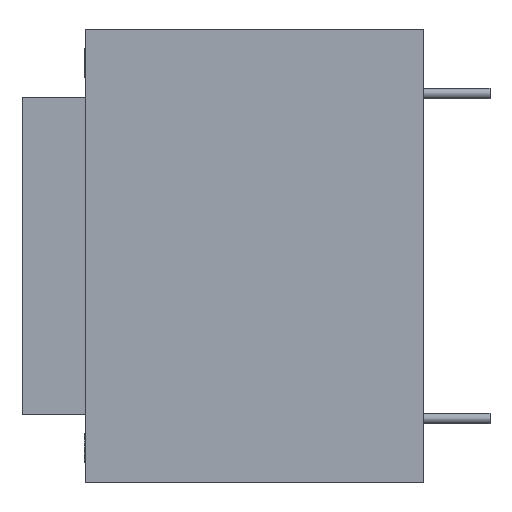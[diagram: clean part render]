
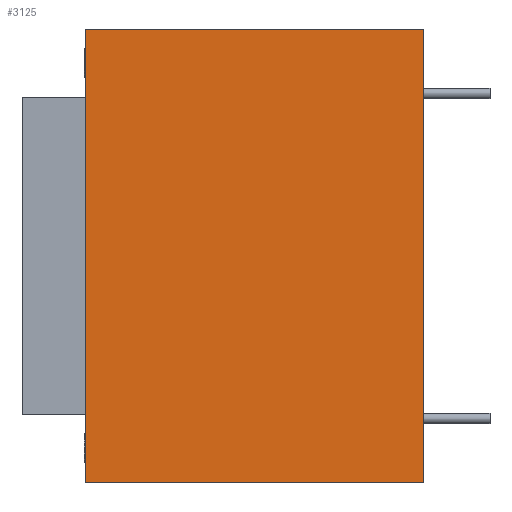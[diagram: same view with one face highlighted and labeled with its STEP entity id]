
A CAD part, left-side view. The second image highlights one B-rep face of the part: STEP entity #3125.
In plain terms, the highlighted planar face has unit normal (-1, 0, 0).
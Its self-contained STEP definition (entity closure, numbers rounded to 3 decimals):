
#72 = ORIENTED_EDGE ( 'NONE', *, *, #4861, .F. ) ;
#231 = VECTOR ( 'NONE', #1719, 1000. ) ;
#294 = EDGE_LOOP ( 'NONE', ( #2635, #2756, #1100, #72 ) ) ;
#546 = CARTESIAN_POINT ( 'NONE',  ( -20.45, 10.55, -8.725 ) ) ;
#623 = CARTESIAN_POINT ( 'NONE',  ( -20.45, 10.55, -17.45 ) ) ;
#730 = EDGE_CURVE ( 'Defeature ausgef�hrt2_130+Defeature ausgef�hrt2_134+Defeature ausgef�hrt2_131+Defeature ausgef�hrt2_133', #3924, #1094, #3057, .T. ) ;
#1094 = VERTEX_POINT ( 'NONE', #2452 ) ;
#1100 = ORIENTED_EDGE ( 'NONE', *, *, #730, .F. ) ;
#1105 = CARTESIAN_POINT ( 'NONE',  ( -20.45, 10.55, 17.45 ) ) ;
#1266 = CARTESIAN_POINT ( 'NONE',  ( -20.45, -15.45, -8.725 ) ) ;
#1426 = DIRECTION ( 'NONE',  ( 0., 1., 0. ) ) ;
#1454 = LINE ( 'NONE', #546, #2290 ) ;
#1719 = DIRECTION ( 'NONE',  ( 0., 0., -1. ) ) ;
#1789 = VECTOR ( 'NONE', #2787, 1000. ) ;
#2290 = VECTOR ( 'NONE', #4770, 1000. ) ;
#2430 = LINE ( 'NONE', #1266, #231 ) ;
#2452 = CARTESIAN_POINT ( 'NONE',  ( -20.45, -15.45, 17.45 ) ) ;
#2635 = ORIENTED_EDGE ( 'NONE', *, *, #3658, .F. ) ;
#2644 = VECTOR ( 'NONE', #1426, 1000. ) ;
#2756 = ORIENTED_EDGE ( 'NONE', *, *, #3232, .F. ) ;
#2787 = DIRECTION ( 'NONE',  ( 0., -1., 0. ) ) ;
#3057 = LINE ( 'NONE', #4798, #1789 ) ;
#3060 = CARTESIAN_POINT ( 'NONE',  ( -20.45, -15.45, -8.725 ) ) ;
#3081 = CARTESIAN_POINT ( 'NONE',  ( -20.45, -15.45, -17.45 ) ) ;
#3125 = ADVANCED_FACE ( 'Defeature ausgef�hrt2_134', ( #5508 ), #5982, .F. ) ;
#3128 = VERTEX_POINT ( 'NONE', #3081 ) ;
#3232 = EDGE_CURVE ( 'Defeature ausgef�hrt2_133+Defeature ausgef�hrt2_134+Defeature ausgef�hrt2_130+Defeature ausgef�hrt2_135', #1094, #3128, #2430, .T. ) ;
#3525 = DIRECTION ( 'NONE',  ( 1., 0., 0. ) ) ;
#3658 = EDGE_CURVE ( 'Defeature ausgef�hrt2_135+Defeature ausgef�hrt2_134+Defeature ausgef�hrt2_133+Defeature ausgef�hrt2_131', #3128, #3930, #4772, .T. ) ;
#3924 = VERTEX_POINT ( 'NONE', #1105 ) ;
#3930 = VERTEX_POINT ( 'NONE', #623 ) ;
#4166 = CARTESIAN_POINT ( 'NONE',  ( -20.45, -15.45, -17.45 ) ) ;
#4520 = DIRECTION ( 'NONE',  ( 0., 0., -1. ) ) ;
#4770 = DIRECTION ( 'NONE',  ( 0., 0., 1. ) ) ;
#4772 = LINE ( 'NONE', #4166, #2644 ) ;
#4798 = CARTESIAN_POINT ( 'NONE',  ( -20.45, -15.45, 17.45 ) ) ;
#4861 = EDGE_CURVE ( 'Defeature ausgef�hrt2_131+Defeature ausgef�hrt2_134+Defeature ausgef�hrt2_135+Defeature ausgef�hrt2_130', #3930, #3924, #1454, .T. ) ;
#5104 = AXIS2_PLACEMENT_3D ( 'NONE', #3060, #3525, #4520 ) ;
#5508 = FACE_OUTER_BOUND ( 'NONE', #294, .T. ) ;
#5982 = PLANE ( 'NONE',  #5104 ) ;
